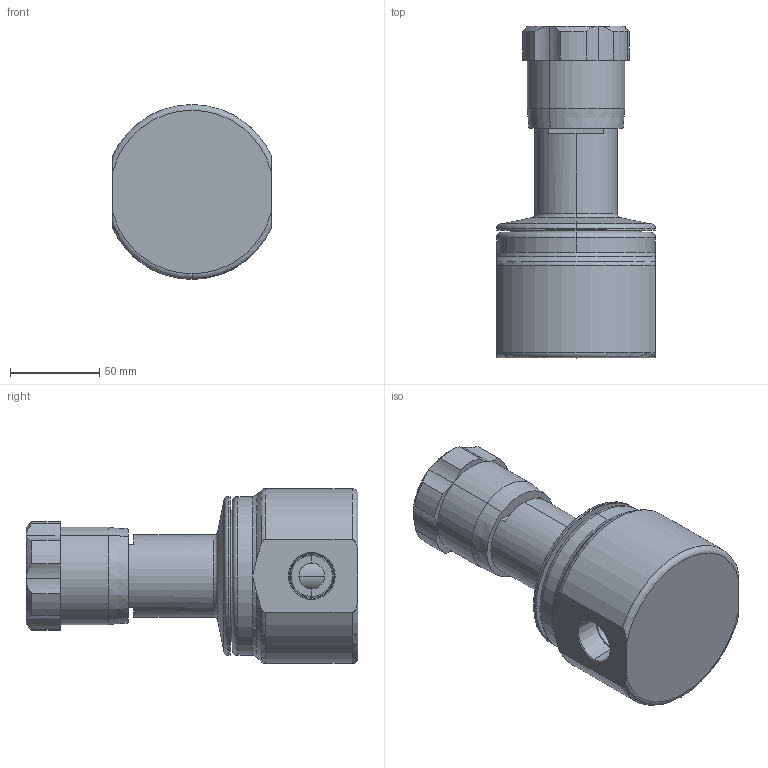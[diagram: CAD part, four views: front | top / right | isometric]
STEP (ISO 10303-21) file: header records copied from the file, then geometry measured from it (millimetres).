
FILE_DESCRIPTION (( 'STEP AP203' ), '1' );
FILE_NAME ('JSRH-075-PA.STEP', '2017-06-22T14:46:48', ( '' ), ( '' ), 'SwSTEP 2.0', 'SolidWorks 2014', '' );
FILE_SCHEMA (( 'CONFIG_CONTROL_DESIGN' ));
Length unit declared in the file: inch
Products named in the file (2): JSRH-075-PA
Bounding box: 88.9 x 185.57 x 97.79 mm (x, y, z)
Volume: 728736.7 mm3; surface area: 63210.5 mm2
Topology: 1 solids, 1 shells, 105 faces, 235 edges, 136 vertices
Faces by surface type: cylinder 42, cone 25, plane 20, torus 18
Entity records: 3487 total; most frequent: CARTESIAN_POINT 989, DIRECTION 537, ORIENTED_EDGE 466, AXIS2_PLACEMENT_3D 233, EDGE_CURVE 233, VERTEX_POINT 136, CIRCLE 126, EDGE_LOOP 111
